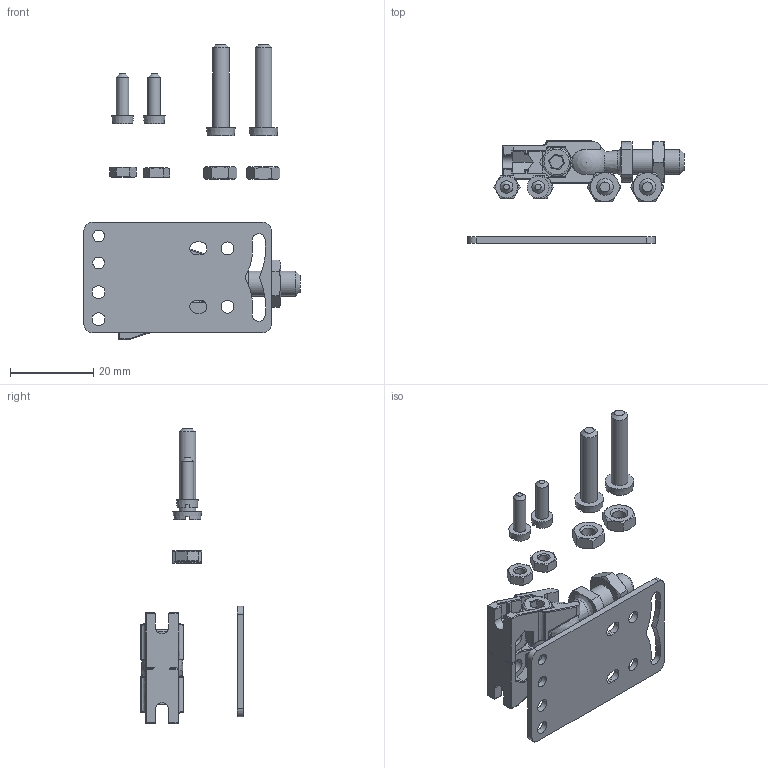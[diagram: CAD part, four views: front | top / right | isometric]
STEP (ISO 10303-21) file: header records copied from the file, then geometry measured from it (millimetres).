
FILE_DESCRIPTION((''),'2;1');
FILE_NAME('AY000116.stp','2011-12-11T10:33:33',('Administrator'),(''),'Autodesk Inventor 11','Autodesk Inventor 11','');
FILE_SCHEMA(('AUTOMOTIVE_DESIGN { 1 0 10303 214 1 1 1 1 }'));
Length unit declared in the file: millimetre
Products named in the file (9): AY000116; Klammern; Kugelkopf; M6 Mutter; M4 x 0,7 Mutter; M3 x10  Schlitz-Schraube; M3 x0,5 Mutter; M4 x20  Schlitz-Schraube
Assembly tree (12 placements, depth 2):
  AY000116
    Klammern
    Kugelkopf
    M6 Mutter
    AY000116
    M4 x 0,7 Mutter  x2
    M3 x10  Schlitz-Schraube  x2
    M3 x0,5 Mutter  x2
    M4 x20  Schlitz-Schraube  x2
Bounding box: 51.94 x 24.68 x 70.97 mm (x, y, z)
Volume: 6183.6 mm3; surface area: 7881 mm2
Topology: 12 solids, 12 shells, 510 faces, 1290 edges, 787 vertices
Faces by surface type: plane 177, cylinder 175, bspline 94, cone 34, sphere 25, torus 5
Full cylindrical faces by diameter (mm): 2.817 x2, 3 x2, 3.1 x4, 3.4 x2, 4 x4, 4.4 x2, 6 x1, 6.9 x1
Entity records: 19845 total; most frequent: CARTESIAN_POINT 9047, ORIENTED_EDGE 2212, DIRECTION 2119, EDGE_CURVE 1106, AXIS2_PLACEMENT_3D 758, VERTEX_POINT 710, VECTOR 603, LINE 603
